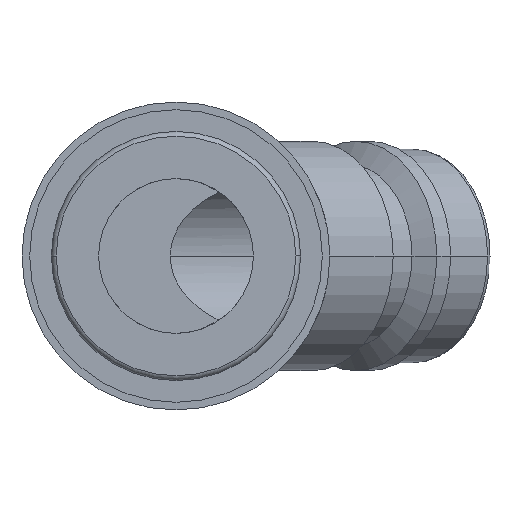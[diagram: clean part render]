
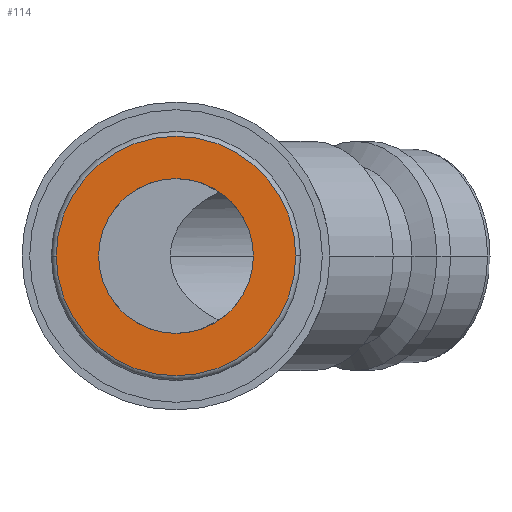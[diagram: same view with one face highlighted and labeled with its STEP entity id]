
A CAD part, front view. The second image highlights one B-rep face of the part: STEP entity #114.
In plain terms, the highlighted planar face has unit normal (0, -1, 0).
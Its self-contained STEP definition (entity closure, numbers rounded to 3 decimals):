
#114=ADVANCED_FACE('',(#261,#262),#263,.T.);
#261=FACE_BOUND('',#444,.T.);
#262=FACE_OUTER_BOUND('',#445,.T.);
#263=PLANE('',#446);
#444=EDGE_LOOP('',(#707,#708));
#445=EDGE_LOOP('',(#709,#710));
#446=AXIS2_PLACEMENT_3D('',#711,#712,#713);
#707=ORIENTED_EDGE('',*,*,#1077,.T.);
#708=ORIENTED_EDGE('',*,*,#1114,.T.);
#709=ORIENTED_EDGE('',*,*,#1115,.T.);
#710=ORIENTED_EDGE('',*,*,#1040,.T.);
#711=CARTESIAN_POINT('',(0.0,0.0,0.0));
#712=DIRECTION('',(0.0,-1.0,0.0));
#713=DIRECTION('',(-1.0,0.0,0.0));
#1040=EDGE_CURVE('',#1223,#1220,#1224,.T.);
#1077=EDGE_CURVE('',#1286,#1284,#1287,.T.);
#1114=EDGE_CURVE('',#1284,#1286,#1344,.T.);
#1115=EDGE_CURVE('',#1220,#1223,#1345,.T.);
#1220=VERTEX_POINT('',#1470);
#1223=VERTEX_POINT('',#1474);
#1224=CIRCLE('',#1475,7.0);
#1284=VERTEX_POINT('',#1546);
#1286=VERTEX_POINT('',#1549);
#1287=CIRCLE('',#1550,4.525);
#1344=CIRCLE('',#1786,4.525);
#1345=CIRCLE('',#1787,7.0);
#1470=CARTESIAN_POINT('',(7.0,0.0,0.0));
#1474=CARTESIAN_POINT('',(-7.0,0.0,0.));
#1475=AXIS2_PLACEMENT_3D('',#2095,#2096,#2097);
#1546=CARTESIAN_POINT('',(4.525,0.0,0.));
#1549=CARTESIAN_POINT('',(-4.525,0.0,0.));
#1550=AXIS2_PLACEMENT_3D('',#2158,#2159,#2160);
#1786=AXIS2_PLACEMENT_3D('',#2221,#2222,#2223);
#1787=AXIS2_PLACEMENT_3D('',#2224,#2225,#2226);
#2095=CARTESIAN_POINT('',(0.0,0.0,0.0));
#2096=DIRECTION('',(0.0,-1.0,0.0));
#2097=DIRECTION('',(1.0,0.0,0.0));
#2158=CARTESIAN_POINT('',(0.0,0.0,0.0));
#2159=DIRECTION('',(-0.0,1.0,0.0));
#2160=DIRECTION('',(1.0,0.0,0.0));
#2221=CARTESIAN_POINT('',(0.0,0.0,0.0));
#2222=DIRECTION('',(-0.0,1.0,0.0));
#2223=DIRECTION('',(1.0,0.0,0.0));
#2224=CARTESIAN_POINT('',(0.0,0.0,0.0));
#2225=DIRECTION('',(0.0,-1.0,0.0));
#2226=DIRECTION('',(1.0,0.0,0.0));
